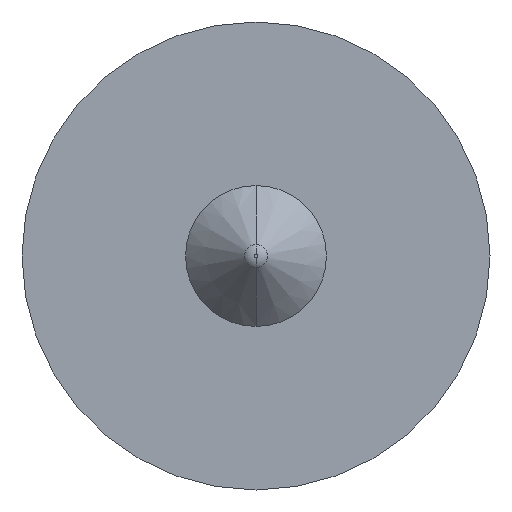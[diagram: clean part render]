
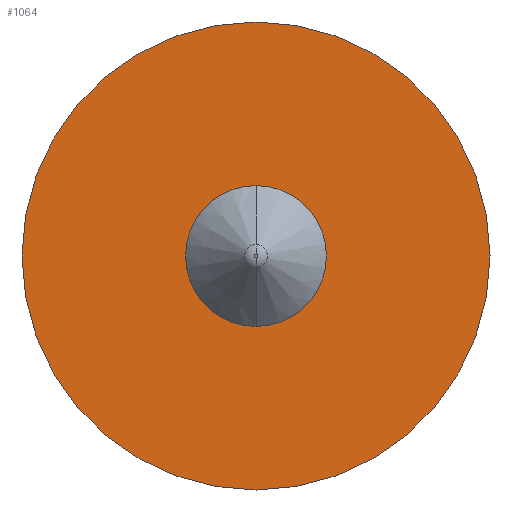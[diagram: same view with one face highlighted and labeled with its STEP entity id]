
A CAD part, front view. The second image highlights one B-rep face of the part: STEP entity #1064.
In plain terms, the highlighted planar face has unit normal (0, -1, 0).
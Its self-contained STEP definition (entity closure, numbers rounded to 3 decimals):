
#31 = CARTESIAN_POINT ( 'NONE',  ( 0., 0., -13.1 ) ) ;
#38 = VERTEX_POINT ( 'NONE', #497 ) ;
#91 = CARTESIAN_POINT ( 'NONE',  ( 0., 0., 0. ) ) ;
#117 = AXIS2_PLACEMENT_3D ( 'NONE', #1028, #528, #626 ) ;
#237 = ORIENTED_EDGE ( 'NONE', *, *, #795, .F. ) ;
#250 = CIRCLE ( 'NONE', #1150, 1. ) ;
#286 = DIRECTION ( 'NONE',  ( 0., 0., 1. ) ) ;
#310 = DIRECTION ( 'NONE',  ( 0., 1., 0. ) ) ;
#416 = FACE_BOUND ( 'NONE', #1233, .T. ) ;
#455 = EDGE_CURVE ( 'NONE', #825, #38, #832, .T. ) ;
#464 = VERTEX_POINT ( 'NONE', #482 ) ;
#482 = CARTESIAN_POINT ( 'NONE',  ( 0., 0., -1. ) ) ;
#485 = DIRECTION ( 'NONE',  ( 0., 1., 0. ) ) ;
#497 = CARTESIAN_POINT ( 'NONE',  ( 0., 0., 13.1 ) ) ;
#507 = ORIENTED_EDGE ( 'NONE', *, *, #455, .F. ) ;
#517 = CARTESIAN_POINT ( 'NONE',  ( 0., 0., 0. ) ) ;
#528 = DIRECTION ( 'NONE',  ( 0., -1., 0. ) ) ;
#558 = CARTESIAN_POINT ( 'NONE',  ( 0., 0., 1. ) ) ;
#605 = CARTESIAN_POINT ( 'NONE',  ( 0., 0., 0. ) ) ;
#618 = DIRECTION ( 'NONE',  ( 0., 0., 1. ) ) ;
#625 = AXIS2_PLACEMENT_3D ( 'NONE', #605, #485, #1298 ) ;
#626 = DIRECTION ( 'NONE',  ( 0., 0., 1. ) ) ;
#747 = EDGE_CURVE ( 'NONE', #464, #925, #250, .T. ) ;
#781 = PLANE ( 'NONE',  #625 ) ;
#795 = EDGE_CURVE ( 'NONE', #925, #464, #1261, .T. ) ;
#819 = EDGE_LOOP ( 'NONE', ( #507, #1221 ) ) ;
#825 = VERTEX_POINT ( 'NONE', #31 ) ;
#832 = CIRCLE ( 'NONE', #964, 13.1 ) ;
#889 = DIRECTION ( 'NONE',  ( 0., 1., 0. ) ) ;
#909 = CARTESIAN_POINT ( 'NONE',  ( 0., 0., 0. ) ) ;
#925 = VERTEX_POINT ( 'NONE', #558 ) ;
#950 = AXIS2_PLACEMENT_3D ( 'NONE', #909, #310, #1009 ) ;
#964 = AXIS2_PLACEMENT_3D ( 'NONE', #91, #889, #286 ) ;
#1009 = DIRECTION ( 'NONE',  ( 0., 0., 1. ) ) ;
#1028 = CARTESIAN_POINT ( 'NONE',  ( 0., 0., 0. ) ) ;
#1032 = ORIENTED_EDGE ( 'NONE', *, *, #747, .F. ) ;
#1064 = ADVANCED_FACE ( 'NONE', ( #416, #1193 ), #781, .F. ) ;
#1091 = CIRCLE ( 'NONE', #950, 13.1 ) ;
#1141 = EDGE_CURVE ( 'NONE', #38, #825, #1091, .T. ) ;
#1150 = AXIS2_PLACEMENT_3D ( 'NONE', #517, #1226, #618 ) ;
#1193 = FACE_OUTER_BOUND ( 'NONE', #819, .T. ) ;
#1221 = ORIENTED_EDGE ( 'NONE', *, *, #1141, .F. ) ;
#1226 = DIRECTION ( 'NONE',  ( 0., -1., 0. ) ) ;
#1233 = EDGE_LOOP ( 'NONE', ( #237, #1032 ) ) ;
#1261 = CIRCLE ( 'NONE', #117, 1. ) ;
#1298 = DIRECTION ( 'NONE',  ( 0., 0., 1. ) ) ;
